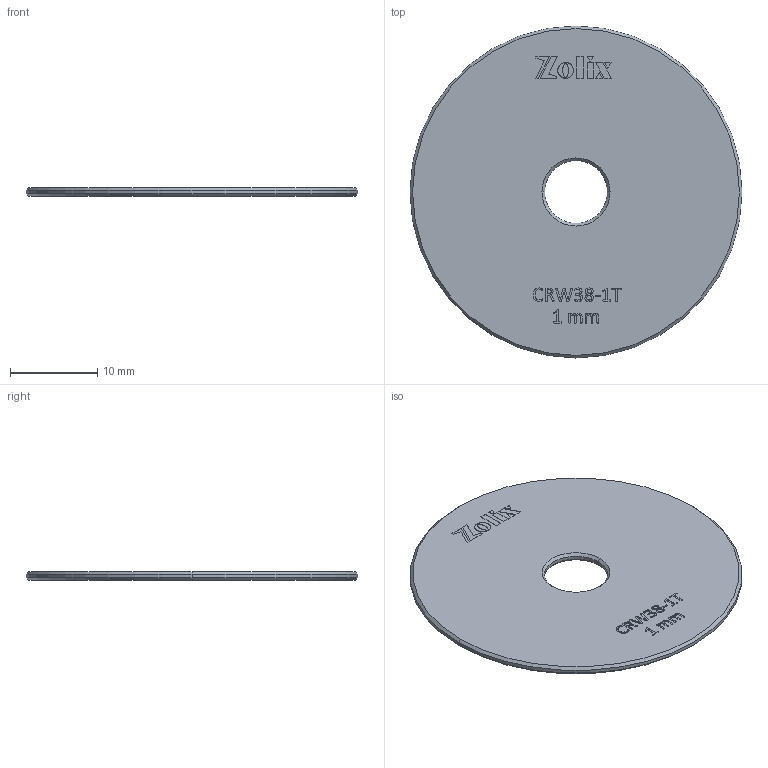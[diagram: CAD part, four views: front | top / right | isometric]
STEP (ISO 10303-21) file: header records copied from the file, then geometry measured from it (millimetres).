
FILE_DESCRIPTION (( 'STEP AP203' ), '1' );
FILE_NAME ('CRW38-1T.STEP', '2025-08-19T02:30:59', ( '' ), ( '' ), 'SwSTEP 2.0', 'SolidWorks 2020', '' );
FILE_SCHEMA (( 'CONFIG_CONTROL_DESIGN' ));
Length unit declared in the file: millimetre
Products named in the file (1): CRW38-1T
Bounding box: 38 x 38 x 1 mm (x, y, z)
Volume: 1080.3 mm3; surface area: 2281.4 mm2
Topology: 1 solids, 1 shells, 373 faces, 1033 edges, 686 vertices
Faces by surface type: plane 230, bspline 131, cone 8, cylinder 4
Entity records: 14108 total; most frequent: CARTESIAN_POINT 6076, ORIENTED_EDGE 2066, EDGE_CURVE 1033, DIRECTION 924, VERTEX_POINT 686, B_SPLINE_CURVE_WITH_KNOTS 611, VECTOR 406, LINE 406
